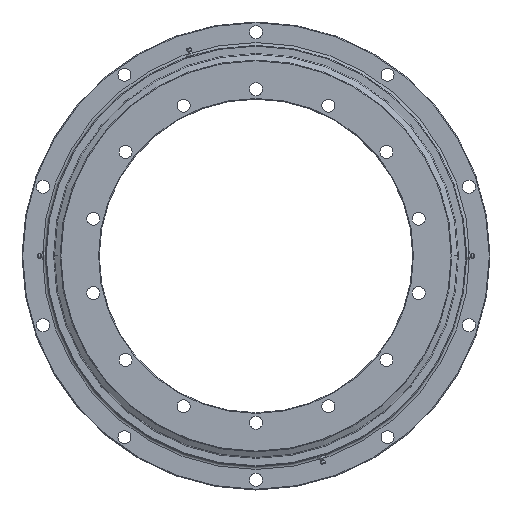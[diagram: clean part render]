
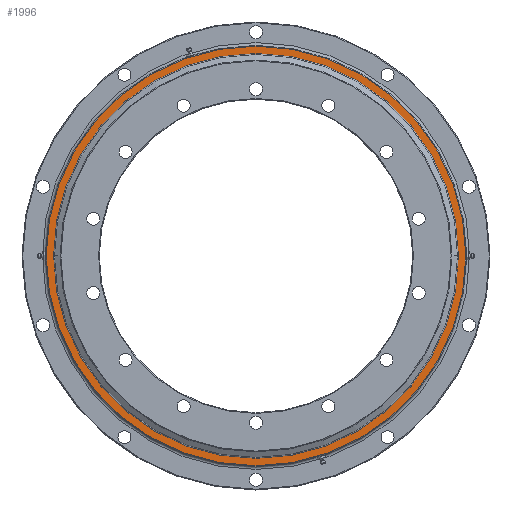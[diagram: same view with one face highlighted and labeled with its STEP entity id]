
A CAD part, top view. The second image highlights one B-rep face of the part: STEP entity #1996.
In plain terms, the highlighted face is planar.
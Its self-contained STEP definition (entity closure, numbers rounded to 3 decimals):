
#11 = ORIENTED_EDGE ( 'NONE', *, *, #5118, .T. ) ;
#103 = EDGE_LOOP ( 'NONE', ( #2413, #209 ) ) ;
#209 = ORIENTED_EDGE ( 'NONE', *, *, #6490, .T. ) ;
#678 = VERTEX_POINT ( 'NONE', #2349 ) ;
#820 = CARTESIAN_POINT ( 'NONE',  ( 0., 0., -18. ) ) ;
#848 = VERTEX_POINT ( 'NONE', #1099 ) ;
#1099 = CARTESIAN_POINT ( 'NONE',  ( 290.5, 0., -18. ) ) ;
#1118 = CIRCLE ( 'NONE', #6158, 273.75 ) ;
#1522 = CARTESIAN_POINT ( 'NONE',  ( -291.5, 0., -18. ) ) ;
#1544 = CARTESIAN_POINT ( 'NONE',  ( 0., 0., -18. ) ) ;
#1561 = DIRECTION ( 'NONE',  ( 0., 0., -1. ) ) ;
#1572 = DIRECTION ( 'NONE',  ( 1., 0., 0. ) ) ;
#1649 = DIRECTION ( 'NONE',  ( 1., 0., 0. ) ) ;
#1996 = ADVANCED_FACE ( 'NONE', ( #2584, #2381 ), #7759, .F. ) ;
#1999 = AXIS2_PLACEMENT_3D ( 'NONE', #2561, #6926, #7474 ) ;
#2024 = ORIENTED_EDGE ( 'NONE', *, *, #3906, .T. ) ;
#2268 = DIRECTION ( 'NONE',  ( 0., 0., 1. ) ) ;
#2349 = CARTESIAN_POINT ( 'NONE',  ( -290.5, 0., -18. ) ) ;
#2381 = FACE_OUTER_BOUND ( 'NONE', #7754, .T. ) ;
#2413 = ORIENTED_EDGE ( 'NONE', *, *, #3744, .T. ) ;
#2561 = CARTESIAN_POINT ( 'NONE',  ( 0., 0., -18. ) ) ;
#2584 = FACE_BOUND ( 'NONE', #103, .T. ) ;
#2714 = VERTEX_POINT ( 'NONE', #3688 ) ;
#2943 = CIRCLE ( 'NONE', #7831, 290.5 ) ;
#3155 = DIRECTION ( 'NONE',  ( 0., 0., 1. ) ) ;
#3244 = CIRCLE ( 'NONE', #4776, 290.5 ) ;
#3417 = AXIS2_PLACEMENT_3D ( 'NONE', #1522, #3155, #1649 ) ;
#3688 = CARTESIAN_POINT ( 'NONE',  ( -273.75, 0., -18. ) ) ;
#3744 = EDGE_CURVE ( 'NONE', #2714, #4192, #1118, .T. ) ;
#3906 = EDGE_CURVE ( 'NONE', #678, #848, #2943, .T. ) ;
#4192 = VERTEX_POINT ( 'NONE', #7064 ) ;
#4776 = AXIS2_PLACEMENT_3D ( 'NONE', #6685, #6670, #6656 ) ;
#5118 = EDGE_CURVE ( 'NONE', #848, #678, #3244, .T. ) ;
#6158 = AXIS2_PLACEMENT_3D ( 'NONE', #820, #2268, #6342 ) ;
#6342 = DIRECTION ( 'NONE',  ( 1., 0., 0. ) ) ;
#6490 = EDGE_CURVE ( 'NONE', #4192, #2714, #7788, .T. ) ;
#6656 = DIRECTION ( 'NONE',  ( 1., 0., 0. ) ) ;
#6670 = DIRECTION ( 'NONE',  ( 0., 0., -1. ) ) ;
#6685 = CARTESIAN_POINT ( 'NONE',  ( 0., 0., -18. ) ) ;
#6926 = DIRECTION ( 'NONE',  ( 0., 0., 1. ) ) ;
#7064 = CARTESIAN_POINT ( 'NONE',  ( 273.75, 0., -18. ) ) ;
#7474 = DIRECTION ( 'NONE',  ( 1., 0., 0. ) ) ;
#7754 = EDGE_LOOP ( 'NONE', ( #11, #2024 ) ) ;
#7759 = PLANE ( 'NONE',  #3417 ) ;
#7788 = CIRCLE ( 'NONE', #1999, 273.75 ) ;
#7831 = AXIS2_PLACEMENT_3D ( 'NONE', #1544, #1561, #1572 ) ;
